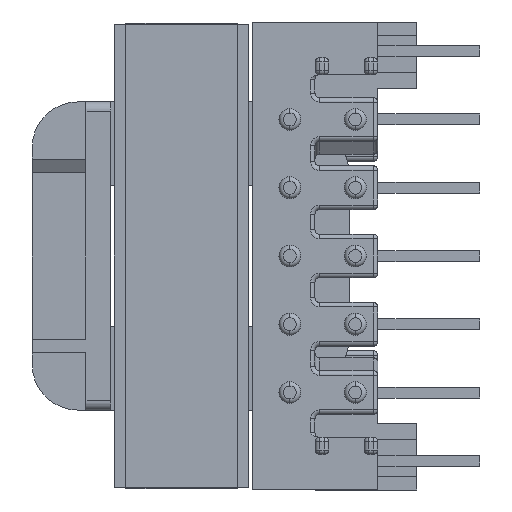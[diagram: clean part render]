
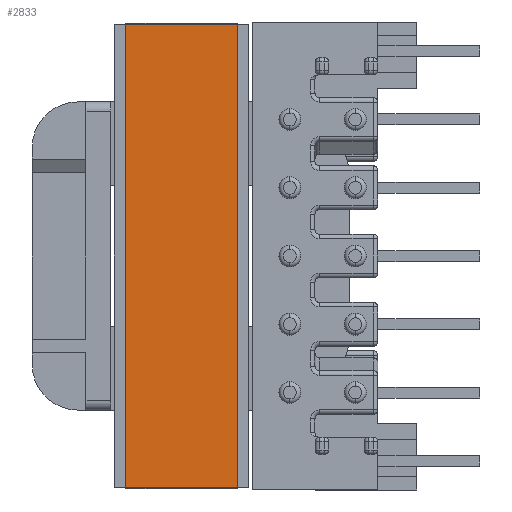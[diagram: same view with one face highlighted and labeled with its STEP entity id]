
A CAD part, left-side view. The second image highlights one B-rep face of the part: STEP entity #2833.
In plain terms, the highlighted face is planar.
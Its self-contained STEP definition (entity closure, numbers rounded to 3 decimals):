
#700 = EDGE_LOOP ( 'NONE', ( #23875, #12858, #12436, #12443 ) ) ;
#984 = FACE_OUTER_BOUND ( 'NONE', #700, .T. ) ;
#1764 = CARTESIAN_POINT ( 'NONE',  ( 25.902, 0.102, -6.22 ) ) ;
#2013 = AXIS2_PLACEMENT_3D ( 'NONE', #22370, #2070, #10289 ) ;
#2070 = DIRECTION ( 'NONE',  ( 0., 1., 0. ) ) ;
#2230 = DIRECTION ( 'NONE',  ( -1., 0., 0. ) ) ;
#2396 = VERTEX_POINT ( 'NONE', #13292 ) ;
#2662 = DIRECTION ( 'NONE',  ( -1., 0., 0. ) ) ;
#2782 = LINE ( 'NONE', #11065, #5321 ) ;
#2833 = ADVANCED_FACE ( 'NONE', ( #984 ), #14216, .T. ) ;
#4304 = VECTOR ( 'NONE', #23953, 1000. ) ;
#4536 = EDGE_CURVE ( 'NONE', #14077, #23111, #10359, .T. ) ;
#4649 = EDGE_CURVE ( 'NONE', #2396, #19936, #2782, .T. ) ;
#4989 = VECTOR ( 'NONE', #15509, 1000. ) ;
#5321 = VECTOR ( 'NONE', #2662, 1000. ) ;
#6190 = EDGE_CURVE ( 'NONE', #2396, #14077, #13127, .T. ) ;
#10289 = DIRECTION ( 'NONE',  ( 0., 0., 1. ) ) ;
#10359 = LINE ( 'NONE', #20677, #12257 ) ;
#11065 = CARTESIAN_POINT ( 'NONE',  ( -0.102, 0.102, -6.22 ) ) ;
#12061 = EDGE_CURVE ( 'NONE', #19936, #23111, #21709, .T. ) ;
#12257 = VECTOR ( 'NONE', #2230, 1000. ) ;
#12436 = ORIENTED_EDGE ( 'NONE', *, *, #4649, .T. ) ;
#12443 = ORIENTED_EDGE ( 'NONE', *, *, #12061, .T. ) ;
#12619 = CARTESIAN_POINT ( 'NONE',  ( -0.102, 0.102, -6.22 ) ) ;
#12858 = ORIENTED_EDGE ( 'NONE', *, *, #6190, .F. ) ;
#13127 = LINE ( 'NONE', #1764, #4304 ) ;
#13292 = CARTESIAN_POINT ( 'NONE',  ( 25.902, 0.102, -6.22 ) ) ;
#13405 = CARTESIAN_POINT ( 'NONE',  ( -0.102, 0.102, -6.22 ) ) ;
#14077 = VERTEX_POINT ( 'NONE', #22855 ) ;
#14216 = PLANE ( 'NONE',  #2013 ) ;
#15509 = DIRECTION ( 'NONE',  ( 0., 0., 1. ) ) ;
#19936 = VERTEX_POINT ( 'NONE', #12619 ) ;
#20677 = CARTESIAN_POINT ( 'NONE',  ( -0.102, 0.102, 0. ) ) ;
#21622 = CARTESIAN_POINT ( 'NONE',  ( -0.102, 0.102, 0. ) ) ;
#21709 = LINE ( 'NONE', #13405, #4989 ) ;
#22370 = CARTESIAN_POINT ( 'NONE',  ( -0.102, 0.102, -6.22 ) ) ;
#22855 = CARTESIAN_POINT ( 'NONE',  ( 25.902, 0.102, 0. ) ) ;
#23111 = VERTEX_POINT ( 'NONE', #21622 ) ;
#23875 = ORIENTED_EDGE ( 'NONE', *, *, #4536, .F. ) ;
#23953 = DIRECTION ( 'NONE',  ( 0., 0., 1. ) ) ;
